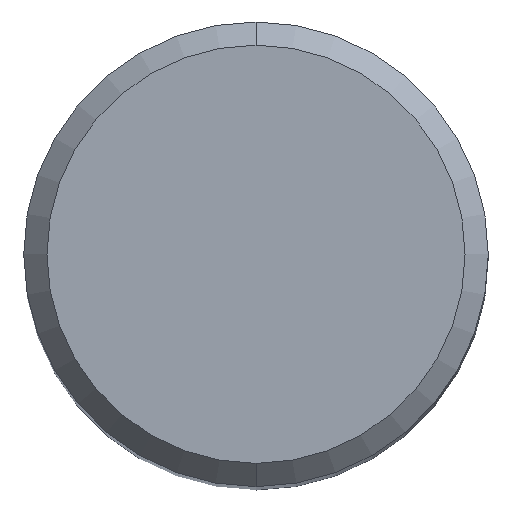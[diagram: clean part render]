
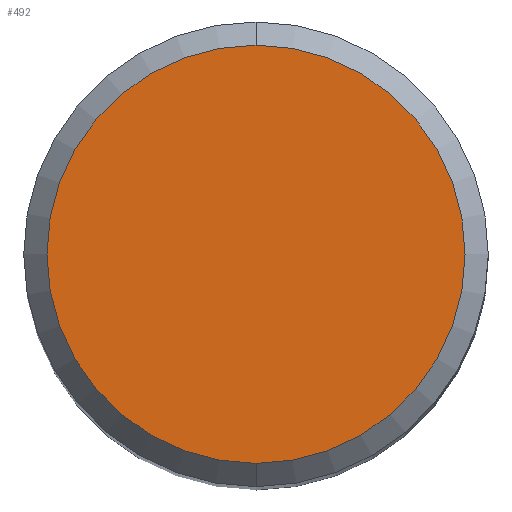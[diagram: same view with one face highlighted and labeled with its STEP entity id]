
A CAD part, top view. The second image highlights one B-rep face of the part: STEP entity #492.
In plain terms, the highlighted planar face has unit normal (0, 0, 1).
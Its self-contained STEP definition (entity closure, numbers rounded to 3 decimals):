
#356=VERTEX_POINT('',#766);
#474=EDGE_CURVE('',#356,#574,#898,.T.);
#492=ADVANCED_FACE('',(#918),#919,.T.);
#508=EDGE_CURVE('',#574,#356,#938,.T.);
#574=VERTEX_POINT('',#1012);
#766=CARTESIAN_POINT('',(0.,-5.4,0.0));
#898=CIRCLE('',#1573,5.4);
#918=FACE_OUTER_BOUND('',#1600,.T.);
#919=PLANE('',#1601);
#938=CIRCLE('',#1622,5.4);
#1012=CARTESIAN_POINT('',(0.0,5.4,0.0));
#1573=AXIS2_PLACEMENT_3D('',#2182,#2183,#2184);
#1600=EDGE_LOOP('',(#2213,#2214));
#1601=AXIS2_PLACEMENT_3D('',#2215,#2216,#2217);
#1622=AXIS2_PLACEMENT_3D('',#2252,#2253,#2254);
#2182=CARTESIAN_POINT('',(0.0,0.0,0.0));
#2183=DIRECTION('',(0.0,0.0,-1.0));
#2184=DIRECTION('',(0.0,1.0,0.0));
#2213=ORIENTED_EDGE('',*,*,#508,.F.);
#2214=ORIENTED_EDGE('',*,*,#474,.F.);
#2215=CARTESIAN_POINT('',(0.0,2.7,0.0));
#2216=DIRECTION('',(-0.0,0.0,1.0));
#2217=DIRECTION('',(0.0,-1.0,0.0));
#2252=CARTESIAN_POINT('',(0.0,0.0,0.0));
#2253=DIRECTION('',(0.0,0.0,-1.0));
#2254=DIRECTION('',(0.0,1.0,0.0));
